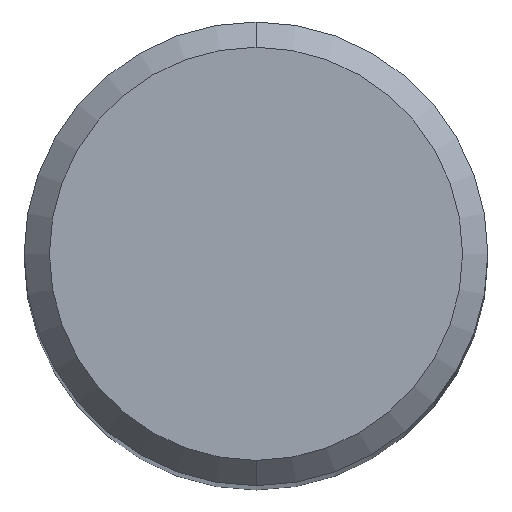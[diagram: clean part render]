
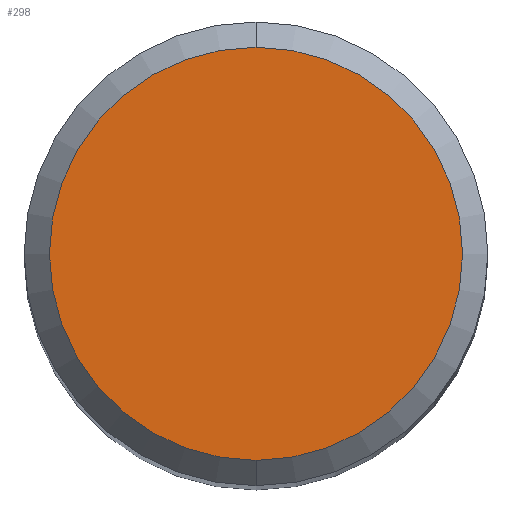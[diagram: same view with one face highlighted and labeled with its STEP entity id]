
A CAD part, top view. The second image highlights one B-rep face of the part: STEP entity #298.
In plain terms, the highlighted planar face has unit normal (0, 0, 1).
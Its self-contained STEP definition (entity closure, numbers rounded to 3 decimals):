
#260=EDGE_CURVE('',#300,#324,#571,.T.);
#264=EDGE_CURVE('',#324,#300,#575,.T.);
#298=ADVANCED_FACE('',(#612),#613,.T.);
#300=VERTEX_POINT('',#615);
#324=VERTEX_POINT('',#641);
#571=CIRCLE('',#1060,4.9);
#575=CIRCLE('',#1065,4.9);
#612=FACE_OUTER_BOUND('',#1119,.T.);
#613=PLANE('',#1120);
#615=CARTESIAN_POINT('',(0.0,4.9,0.0));
#641=CARTESIAN_POINT('',(0.,-4.9,0.0));
#1060=AXIS2_PLACEMENT_3D('',#1579,#1580,#1581);
#1065=AXIS2_PLACEMENT_3D('',#1582,#1583,#1584);
#1119=EDGE_LOOP('',(#1635,#1636));
#1120=AXIS2_PLACEMENT_3D('',#1637,#1638,#1639);
#1579=CARTESIAN_POINT('',(0.0,0.0,0.0));
#1580=DIRECTION('',(0.0,0.0,-1.0));
#1581=DIRECTION('',(0.0,1.0,0.0));
#1582=CARTESIAN_POINT('',(0.0,0.0,0.0));
#1583=DIRECTION('',(0.0,0.0,-1.0));
#1584=DIRECTION('',(0.0,1.0,0.0));
#1635=ORIENTED_EDGE('',*,*,#260,.F.);
#1636=ORIENTED_EDGE('',*,*,#264,.F.);
#1637=CARTESIAN_POINT('',(0.0,2.45,0.0));
#1638=DIRECTION('',(-0.0,0.0,1.0));
#1639=DIRECTION('',(0.0,-1.0,0.0));
